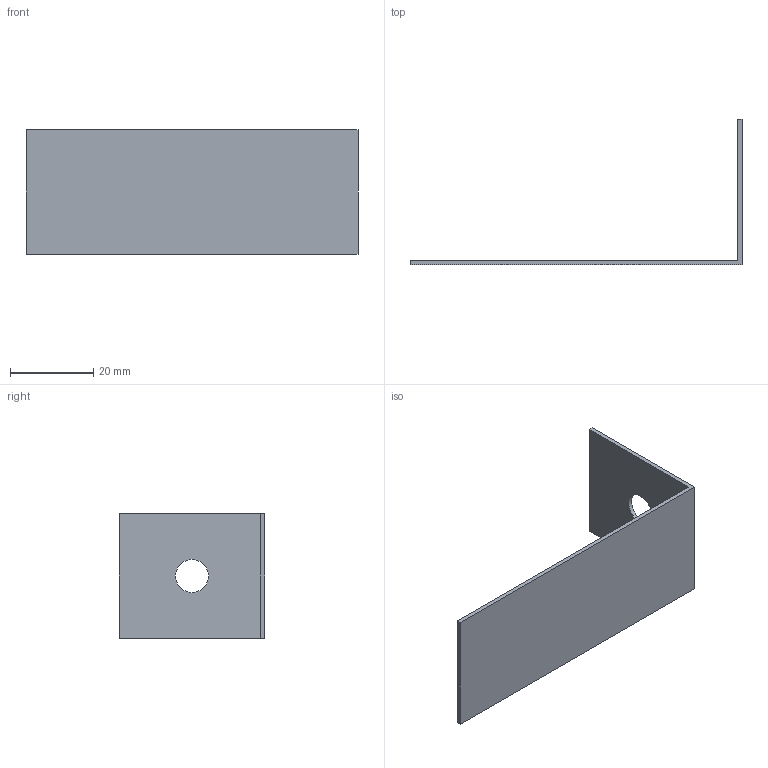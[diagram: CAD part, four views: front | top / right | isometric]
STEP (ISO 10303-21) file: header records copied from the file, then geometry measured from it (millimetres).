
FILE_DESCRIPTION(/* description */ (''),/* implementation_level */ '2;1');
FILE_NAME(/* name */ 'Manipulator_Handler_Silnikow.stp',/* time_stamp */ '2021-05-21T18:27:29+02:00',/* author */ (''),/* organization */ (''),/* preprocessor_version */ 'ST-DEVELOPER v16.7',/* originating_system */ 'SIEMENS PLM Software NX 1907',/* authorisation */ '');
FILE_SCHEMA (('AUTOMOTIVE_DESIGN { 1 0 10303 214 3 1 1 1 }'));
Length unit declared in the file: millimetre
Products named in the file (1): Manipulator_Handler_Silnikow
Bounding box: 80 x 35 x 30 mm (x, y, z)
Volume: 3369.7 mm3; surface area: 7052.6 mm2
Topology: 1 solids, 1 shells, 9 faces, 27 edges, 25 vertices
Faces by surface type: plane 8, cylinder 1
Full cylindrical faces by diameter (mm): 8 x1
Entity records: 345 total; most frequent: CARTESIAN_POINT 51, DIRECTION 50, ORIENTED_EDGE 40, LINE 22, VECTOR 22, EDGE_CURVE 20, VERTEX_POINT 14, AXIS2_PLACEMENT_3D 14
